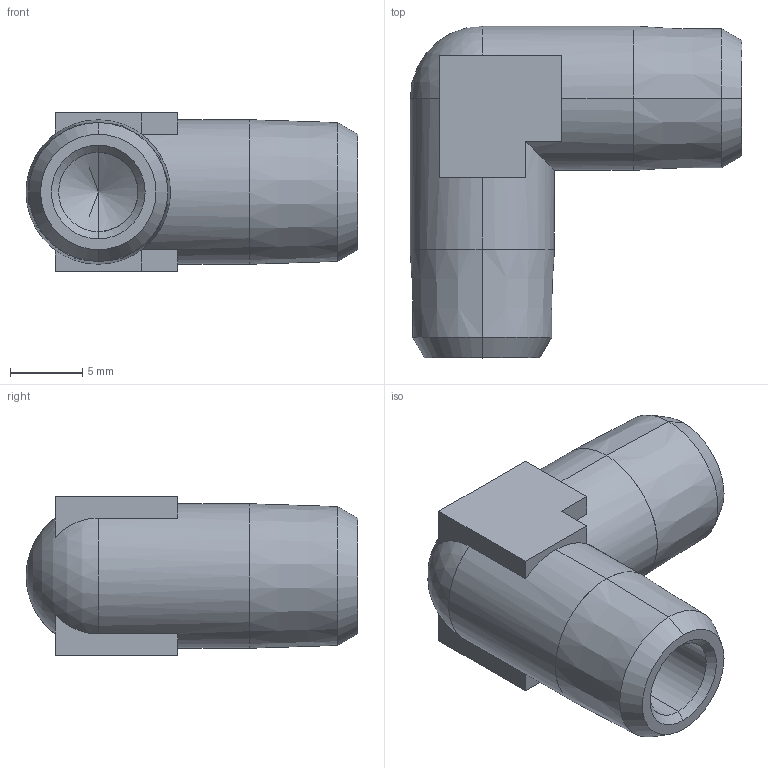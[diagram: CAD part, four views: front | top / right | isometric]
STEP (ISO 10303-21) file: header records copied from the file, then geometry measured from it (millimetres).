
FILE_DESCRIPTION (( 'STEP AP214' ), '1' );
FILE_NAME ('DRF.MM01_L.STEP', '2016-06-07T09:26:24', ( 'Gebruiker' ), ( '' ), 'SwSTEP 2.0', 'SolidWorks 2016', '' );
FILE_SCHEMA (( 'AUTOMOTIVE_DESIGN' ));
Length unit declared in the file: millimetre
Products named in the file (1): DRF.MM01_L
Bounding box: 23.01 x 23.01 x 11 mm (x, y, z)
Volume: 1954.7 mm3; surface area: 1855.9 mm2
Topology: 1 solids, 1 shells, 46 faces, 111 edges, 64 vertices
Faces by surface type: cone 18, plane 16, cylinder 11, sphere 1
Entity records: 1414 total; most frequent: CARTESIAN_POINT 276, DIRECTION 234, ORIENTED_EDGE 214, EDGE_CURVE 107, AXIS2_PLACEMENT_3D 87, VERTEX_POINT 63, LINE 60, VECTOR 60
